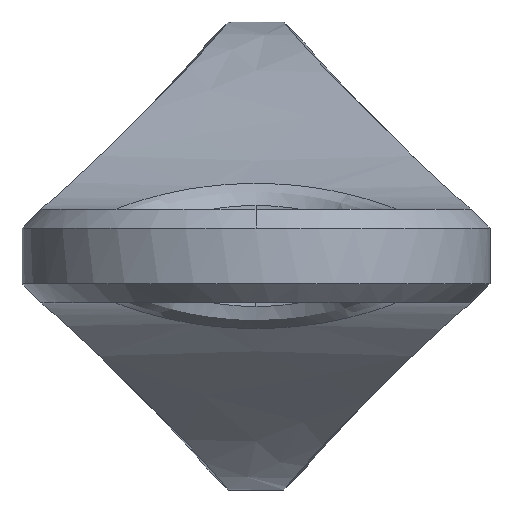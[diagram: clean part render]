
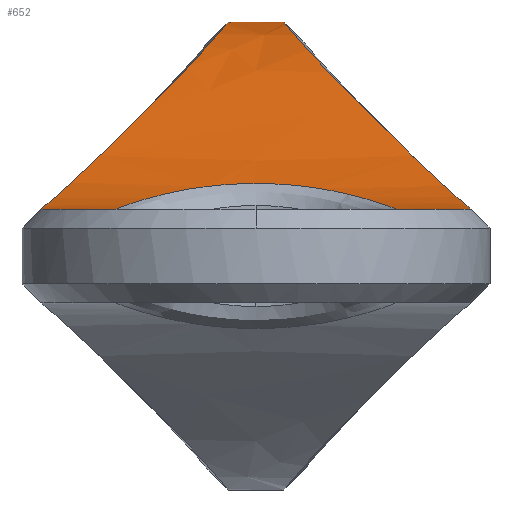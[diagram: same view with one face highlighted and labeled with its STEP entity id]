
A CAD part, left-side view. The second image highlights one B-rep face of the part: STEP entity #652.
In plain terms, the highlighted free-form (B-spline) face has degree [3, 3] with [5, 4] control points.
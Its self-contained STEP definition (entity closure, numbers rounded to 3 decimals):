
#526 = VERTEX_POINT('',#527);
#527 = CARTESIAN_POINT('',(-63.948,-48.986,
    10.658));
#573 = VERTEX_POINT('',#574);
#574 = CARTESIAN_POINT('',(63.948,6.354,
    53.29));
#582 = EDGE_CURVE('',#573,#583,#585,.T.);
#583 = VERTEX_POINT('',#584);
#584 = CARTESIAN_POINT('',(63.948,-6.354,
    53.29));
#585 = B_SPLINE_CURVE_WITH_KNOTS('',1,(#586,#587),.UNSPECIFIED.,.F.,.F.,
  (2,2),(4.038,15.962),.PIECEWISE_BEZIER_KNOTS.);
#586 = CARTESIAN_POINT('',(63.948,6.354,
    53.29));
#587 = CARTESIAN_POINT('',(63.948,-6.354,
    53.29));
#652 = ADVANCED_FACE('',(#653),#733,.T.);
#653 = FACE_BOUND('',#654,.T.);
#654 = EDGE_LOOP('',(#655,#664,#693,#698,#715,#716));
#655 = ORIENTED_EDGE('',*,*,#656,.T.);
#656 = EDGE_CURVE('',#657,#659,#661,.T.);
#657 = VERTEX_POINT('',#658);
#658 = CARTESIAN_POINT('',(-63.948,48.986,
    10.658));
#659 = VERTEX_POINT('',#660);
#660 = CARTESIAN_POINT('',(-63.948,31.974,
    10.658));
#661 = B_SPLINE_CURVE_WITH_KNOTS('',1,(#662,#663),.UNSPECIFIED.,.F.,.F.,
  (2,2),(-45.962,-30.),.PIECEWISE_BEZIER_KNOTS.);
#662 = CARTESIAN_POINT('',(-63.948,48.986,
    10.658));
#663 = CARTESIAN_POINT('',(-63.948,31.974,
    10.658));
#664 = ORIENTED_EDGE('',*,*,#665,.T.);
#665 = EDGE_CURVE('',#659,#666,#668,.T.);
#666 = VERTEX_POINT('',#667);
#667 = CARTESIAN_POINT('',(-63.948,-31.974,
    10.658));
#668 = B_SPLINE_CURVE_WITH_KNOTS('',3,(#669,#670,#671,#672,#673,#674,
    #675,#676,#677,#678,#679,#680,#681,#682,#683,#684,#685,#686,#687,
    #688,#689,#690,#691,#692),.UNSPECIFIED.,.F.,.F.,(4,2,2,2,2,2,2,2,2,2
    ,2,4),(0.,0.063,0.125,0.25,0.375,0.5,0.625,0.688,0.75,0.813,
    0.875,1.),.UNSPECIFIED.);
#669 = CARTESIAN_POINT('',(-63.948,31.974,
    10.658));
#670 = CARTESIAN_POINT('',(-61.889,31.974,10.658
    ));
#671 = CARTESIAN_POINT('',(-59.892,31.753,
    10.746));
#672 = CARTESIAN_POINT('',(-55.84,30.85,
    11.089));
#673 = CARTESIAN_POINT('',(-53.944,30.203,
    11.329));
#674 = CARTESIAN_POINT('',(-48.349,27.627,
    12.226));
#675 = CARTESIAN_POINT('',(-45.126,25.234,
    12.997));
#676 = CARTESIAN_POINT('',(-39.621,19.252,
    14.515));
#677 = CARTESIAN_POINT('',(-37.485,15.794,
    15.221));
#678 = CARTESIAN_POINT('',(-34.545,8.218,16.227
    ));
#679 = CARTESIAN_POINT('',(-33.775,4.154,
    16.515));
#680 = CARTESIAN_POINT('',(-33.766,-4.084,
    16.518));
#681 = CARTESIAN_POINT('',(-34.528,-8.158,
    16.233));
#682 = CARTESIAN_POINT('',(-36.732,-13.862,15.478
    ));
#683 = CARTESIAN_POINT('',(-37.642,-15.69,
    15.175));
#684 = CARTESIAN_POINT('',(-39.767,-19.12,
    14.506));
#685 = CARTESIAN_POINT('',(-41.015,-20.765,
    14.131));
#686 = CARTESIAN_POINT('',(-43.71,-23.697,
    13.387));
#687 = CARTESIAN_POINT('',(-45.23,-25.065,
    12.999));
#688 = CARTESIAN_POINT('',(-48.452,-27.435,
    12.276));
#689 = CARTESIAN_POINT('',(-50.245,-28.499,
    11.923));
#690 = CARTESIAN_POINT('',(-55.704,-31.016,
    11.046));
#691 = CARTESIAN_POINT('',(-59.807,-31.974,
    10.658));
#692 = CARTESIAN_POINT('',(-63.948,-31.974,
    10.658));
#693 = ORIENTED_EDGE('',*,*,#694,.T.);
#694 = EDGE_CURVE('',#666,#526,#695,.T.);
#695 = B_SPLINE_CURVE_WITH_KNOTS('',1,(#696,#697),.UNSPECIFIED.,.F.,.F.,
  (2,2),(30.,45.962),.PIECEWISE_BEZIER_KNOTS.);
#696 = CARTESIAN_POINT('',(-63.948,-31.974,
    10.658));
#697 = CARTESIAN_POINT('',(-63.948,-48.986,
    10.658));
#698 = ORIENTED_EDGE('',*,*,#699,.T.);
#699 = EDGE_CURVE('',#526,#583,#700,.T.);
#700 = B_SPLINE_CURVE_WITH_KNOTS('',3,(#701,#702,#703,#704,#705,#706,
    #707,#708,#709,#710,#711,#712,#713,#714),.UNSPECIFIED.,.F.,.F.,(4,2,
    2,2,2,2,4),(0.,0.125,0.25,0.5,0.75,0.875,1.),.UNSPECIFIED.);
#701 = CARTESIAN_POINT('',(-63.948,-48.986,
    10.658));
#702 = CARTESIAN_POINT('',(-57.89,-48.986,
    10.658));
#703 = CARTESIAN_POINT('',(-51.932,-48.031,
    11.441));
#704 = CARTESIAN_POINT('',(-40.604,-45.064,
    14.012));
#705 = CARTESIAN_POINT('',(-35.249,-43.086,
    15.77));
#706 = CARTESIAN_POINT('',(-19.644,-36.481,
    21.83));
#707 = CARTESIAN_POINT('',(-10.008,-31.271,
    26.829));
#708 = CARTESIAN_POINT('',(9.399,-21.292,
    36.806));
#709 = CARTESIAN_POINT('',(19.181,-16.423,
    41.885));
#710 = CARTESIAN_POINT('',(35.023,-10.792,
    48.061));
#711 = CARTESIAN_POINT('',(40.568,-9.186,
    49.89));
#712 = CARTESIAN_POINT('',(52.027,-6.966,
    52.507));
#713 = CARTESIAN_POINT('',(57.894,-6.354,
    53.29));
#714 = CARTESIAN_POINT('',(63.948,-6.354,
    53.29));
#715 = ORIENTED_EDGE('',*,*,#582,.F.);
#716 = ORIENTED_EDGE('',*,*,#717,.T.);
#717 = EDGE_CURVE('',#573,#657,#718,.T.);
#718 = B_SPLINE_CURVE_WITH_KNOTS('',3,(#719,#720,#721,#722,#723,#724,
    #725,#726,#727,#728,#729,#730,#731,#732),.UNSPECIFIED.,.F.,.F.,(4,2,
    2,2,2,2,4),(0.,0.125,0.25,0.5,0.75,0.875,1.),.UNSPECIFIED.);
#719 = CARTESIAN_POINT('',(63.948,6.354,
    53.29));
#720 = CARTESIAN_POINT('',(57.893,6.354,
    53.29));
#721 = CARTESIAN_POINT('',(51.892,6.983,
    52.486));
#722 = CARTESIAN_POINT('',(40.405,9.227,
    49.842));
#723 = CARTESIAN_POINT('',(34.937,10.817,
    48.032));
#724 = CARTESIAN_POINT('',(19.019,16.491,
    41.813));
#725 = CARTESIAN_POINT('',(9.243,21.371,36.726
    ));
#726 = CARTESIAN_POINT('',(-10.16,31.351,26.75
    ));
#727 = CARTESIAN_POINT('',(-19.796,36.554,
    21.761));
#728 = CARTESIAN_POINT('',(-35.352,43.125,
    15.736));
#729 = CARTESIAN_POINT('',(-40.791,45.124,
    13.959));
#730 = CARTESIAN_POINT('',(-52.071,48.056,
    11.42));
#731 = CARTESIAN_POINT('',(-57.875,48.986,
    10.658));
#732 = CARTESIAN_POINT('',(-63.948,48.986,
    10.658));
#733 = B_SPLINE_SURFACE_WITH_KNOTS('',3,3,(
    (#734,#735,#736,#737)
    ,(#738,#739,#740,#741)
    ,(#742,#743,#744,#745)
    ,(#746,#747,#748,#749)
    ,(#750,#751,#752,#753
    )),.UNSPECIFIED.,.F.,.F.,.F.,(4,1,4),(4,4),(0.,0.5,1.),(0.,1.),
  .UNSPECIFIED.);
#734 = CARTESIAN_POINT('',(-63.948,53.29,
    10.658));
#735 = CARTESIAN_POINT('',(-18.616,53.29,
    10.658));
#736 = CARTESIAN_POINT('',(18.616,10.658,
    53.29));
#737 = CARTESIAN_POINT('',(63.948,10.658,
    53.29));
#738 = CARTESIAN_POINT('',(-63.948,35.527,
    10.658));
#739 = CARTESIAN_POINT('',(-19.274,35.527,
    10.658));
#740 = CARTESIAN_POINT('',(19.274,7.105,53.29
    ));
#741 = CARTESIAN_POINT('',(63.948,7.105,
    53.29));
#742 = CARTESIAN_POINT('',(-63.948,0.,
    10.658));
#743 = CARTESIAN_POINT('',(-20.59,0.,
    10.658));
#744 = CARTESIAN_POINT('',(20.59,0.,
    53.29));
#745 = CARTESIAN_POINT('',(63.948,0.,
    53.29));
#746 = CARTESIAN_POINT('',(-63.948,-35.527,
    10.658));
#747 = CARTESIAN_POINT('',(-19.274,-35.527,
    10.658));
#748 = CARTESIAN_POINT('',(19.274,-7.105,
    53.29));
#749 = CARTESIAN_POINT('',(63.948,-7.105,
    53.29));
#750 = CARTESIAN_POINT('',(-63.948,-53.29,
    10.658));
#751 = CARTESIAN_POINT('',(-18.616,-53.29,
    10.658));
#752 = CARTESIAN_POINT('',(18.616,-10.658,
    53.29));
#753 = CARTESIAN_POINT('',(63.948,-10.658,
    53.29));
